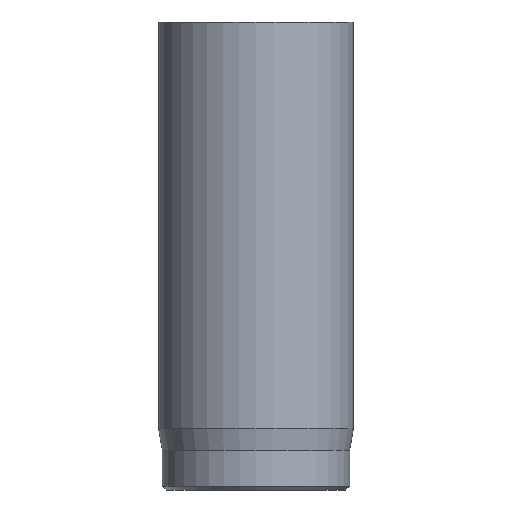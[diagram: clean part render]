
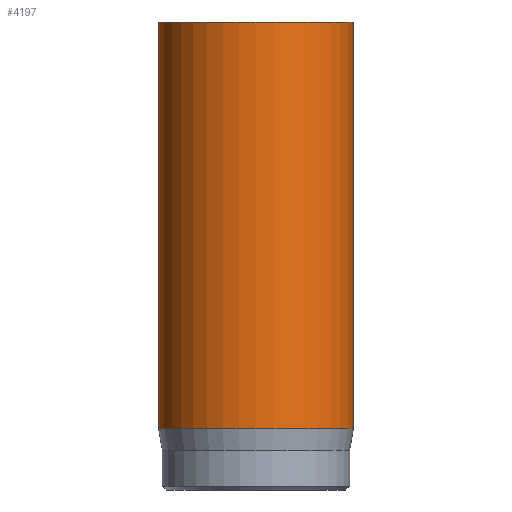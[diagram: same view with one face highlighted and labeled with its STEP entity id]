
A CAD part, front view. The second image highlights one B-rep face of the part: STEP entity #4197.
In plain terms, the highlighted cylindrical face has radius 2.5 mm (diameter 5 mm), a full revolution.
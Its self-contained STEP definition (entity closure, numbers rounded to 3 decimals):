
#31=CYLINDRICAL_SURFACE('',#4367,2.5);
#45=CIRCLE('',#4341,2.5);
#56=CIRCLE('',#4365,2.5);
#57=CIRCLE('',#4366,2.5);
#378=FACE_OUTER_BOUND('',#627,.T.);
#627=EDGE_LOOP('',(#3740,#3741,#3742,#3743,#3744));
#932=LINE('',#8047,#1243);
#1243=VECTOR('',#4860,2.5);
#1926=VERTEX_POINT('',#7999);
#1938=VERTEX_POINT('',#8041);
#1939=VERTEX_POINT('',#8042);
#2527=EDGE_CURVE('',#1926,#1926,#45,.T.);
#2544=EDGE_CURVE('',#1938,#1939,#56,.T.);
#2545=EDGE_CURVE('',#1939,#1938,#57,.T.);
#2547=EDGE_CURVE('',#1926,#1938,#932,.T.);
#3740=ORIENTED_EDGE('',*,*,#2527,.T.);
#3741=ORIENTED_EDGE('',*,*,#2547,.T.);
#3742=ORIENTED_EDGE('',*,*,#2544,.T.);
#3743=ORIENTED_EDGE('',*,*,#2545,.T.);
#3744=ORIENTED_EDGE('',*,*,#2547,.F.);
#4197=ADVANCED_FACE('',(#378),#31,.T.);
#4341=AXIS2_PLACEMENT_3D('',#8000,#4799,#4800);
#4365=AXIS2_PLACEMENT_3D('',#8043,#4853,#4854);
#4366=AXIS2_PLACEMENT_3D('',#8044,#4855,#4856);
#4367=AXIS2_PLACEMENT_3D('',#8046,#4858,#4859);
#4799=DIRECTION('center_axis',(0.,0.,-1.));
#4800=DIRECTION('ref_axis',(-1.,0.,0.));
#4853=DIRECTION('center_axis',(0.,0.,1.));
#4854=DIRECTION('ref_axis',(-1.,0.,0.));
#4855=DIRECTION('center_axis',(0.,0.,1.));
#4856=DIRECTION('ref_axis',(-1.,0.,0.));
#4858=DIRECTION('center_axis',(0.,0.,1.));
#4859=DIRECTION('ref_axis',(-1.,0.,0.));
#4860=DIRECTION('',(0.,0.,-1.));
#7999=CARTESIAN_POINT('',(2.5,0.,12.));
#8000=CARTESIAN_POINT('Origin',(0.,0.,12.));
#8041=CARTESIAN_POINT('',(2.5,0.,1.567));
#8042=CARTESIAN_POINT('',(-2.5,0.,1.567));
#8043=CARTESIAN_POINT('Origin',(0.,0.,1.567));
#8044=CARTESIAN_POINT('Origin',(0.,0.,1.567));
#8046=CARTESIAN_POINT('Origin',(0.,0.,0.));
#8047=CARTESIAN_POINT('',(2.5,0.,0.));
